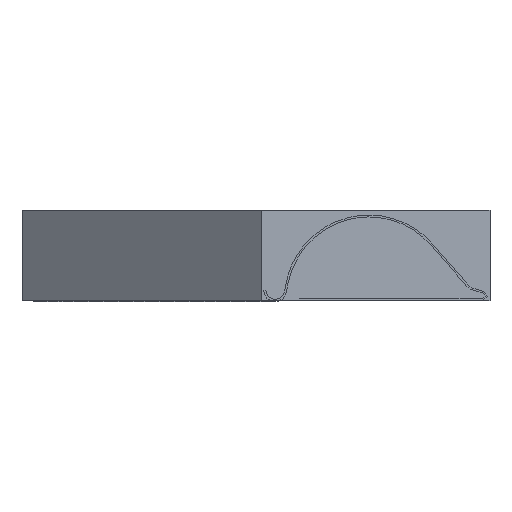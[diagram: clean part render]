
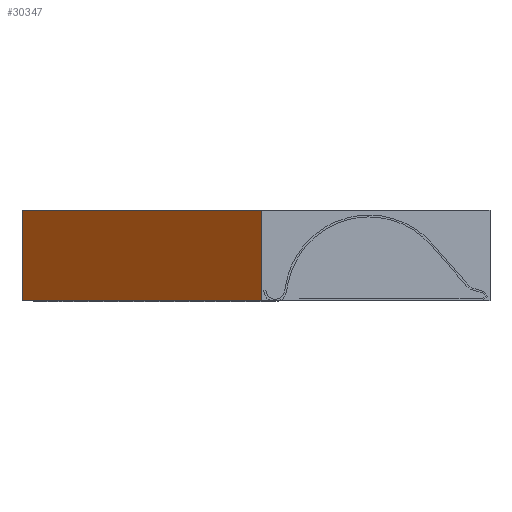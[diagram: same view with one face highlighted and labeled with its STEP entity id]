
A CAD part, left-side view. The second image highlights one B-rep face of the part: STEP entity #30347.
In plain terms, the highlighted face is planar.
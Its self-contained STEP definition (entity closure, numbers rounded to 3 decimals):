
#3370=ORIENTED_EDGE('',*,*,#13401,.T.);
#3371=ORIENTED_EDGE('',*,*,#13402,.F.);
#3372=ORIENTED_EDGE('',*,*,#13403,.F.);
#3373=ORIENTED_EDGE('',*,*,#13399,.T.);
#13399=EDGE_CURVE('',#18415,#18414,#22271,.T.);
#13401=EDGE_CURVE('',#18414,#18416,#22273,.T.);
#13402=EDGE_CURVE('',#18417,#18416,#22274,.T.);
#13403=EDGE_CURVE('',#18415,#18417,#22275,.T.);
#18414=VERTEX_POINT('',#38789);
#18415=VERTEX_POINT('',#38791);
#18416=VERTEX_POINT('',#38795);
#18417=VERTEX_POINT('',#38797);
#22271=LINE('',#38790,#24597);
#22273=LINE('',#38794,#24599);
#22274=LINE('',#38796,#24600);
#22275=LINE('',#38798,#24601);
#24597=VECTOR('',#33228,1000.);
#24599=VECTOR('',#33232,1000.);
#24600=VECTOR('',#33233,1000.);
#24601=VECTOR('',#33234,1000.);
#26920=EDGE_LOOP('',(#3370,#3371,#3372,#3373));
#28340=FACE_BOUND('',#26920,.T.);
#29760=PLANE('',#31603);
#30347=ADVANCED_FACE('',(#28340),#29760,.F.);
#31603=AXIS2_PLACEMENT_3D('',#38793,#33230,#33231);
#33228=DIRECTION('',(0.,1.,0.));
#33230=DIRECTION('',(-1.,0.,0.));
#33231=DIRECTION('',(0.,0.,1.));
#33232=DIRECTION('',(0.,0.,1.));
#33233=DIRECTION('',(0.,1.,0.));
#33234=DIRECTION('',(0.,0.,1.));
#38789=CARTESIAN_POINT('',(4.8,203.6,-1.9));
#38790=CARTESIAN_POINT('',(4.8,-203.6,-1.9));
#38791=CARTESIAN_POINT('',(4.8,-203.6,-1.9));
#38793=CARTESIAN_POINT('',(4.8,-203.6,-1.9));
#38794=CARTESIAN_POINT('',(4.8,203.6,-1.9));
#38795=CARTESIAN_POINT('',(4.8,203.6,1.9));
#38796=CARTESIAN_POINT('',(4.8,-203.6,1.9));
#38797=CARTESIAN_POINT('',(4.8,-203.6,1.9));
#38798=CARTESIAN_POINT('',(4.8,-203.6,-1.9));
